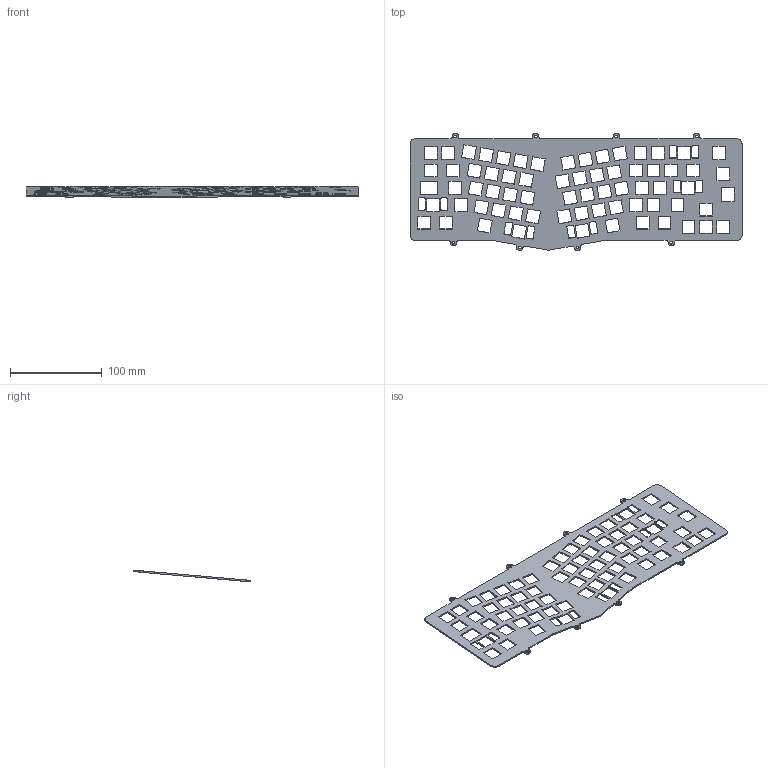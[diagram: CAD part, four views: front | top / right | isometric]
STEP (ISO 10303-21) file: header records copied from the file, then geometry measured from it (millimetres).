
FILE_DESCRIPTION(/* description */ (''),/* implementation_level */ '2;1');
FILE_NAME(/* name */ 'plate.step',/* time_stamp */ '2020-05-06T21:15:06-07:00',/* author */ (''),/* organization */ (''),/* preprocessor_version */ 'ST-DEVELOPER v18.1',/* originating_system */ 'Autodesk Translation Framework v9.2.0.1227',/* authorisation */ '');
FILE_SCHEMA (('AUTOMOTIVE_DESIGN { 1 0 10303 214 3 1 1 }'));
Length unit declared in the file: millimetre
Products named in the file (1): plate
Bounding box: 361.99 x 128.13 x 12.79 mm (x, y, z)
Volume: 42310.1 mm3; surface area: 61462.4 mm2
Topology: 1 solids, 1 shells, 452 faces, 1350 edges, 900 vertices
Faces by surface type: plane 365, cylinder 87
Full cylindrical faces by diameter (mm): 3.1 x8
Entity records: 15436 total; most frequent: CARTESIAN_POINT 2703, ORIENTED_EDGE 2700, DIRECTION 2430, EDGE_CURVE 1350, LINE 1176, VECTOR 1176, VERTEX_POINT 900, AXIS2_PLACEMENT_3D 627
